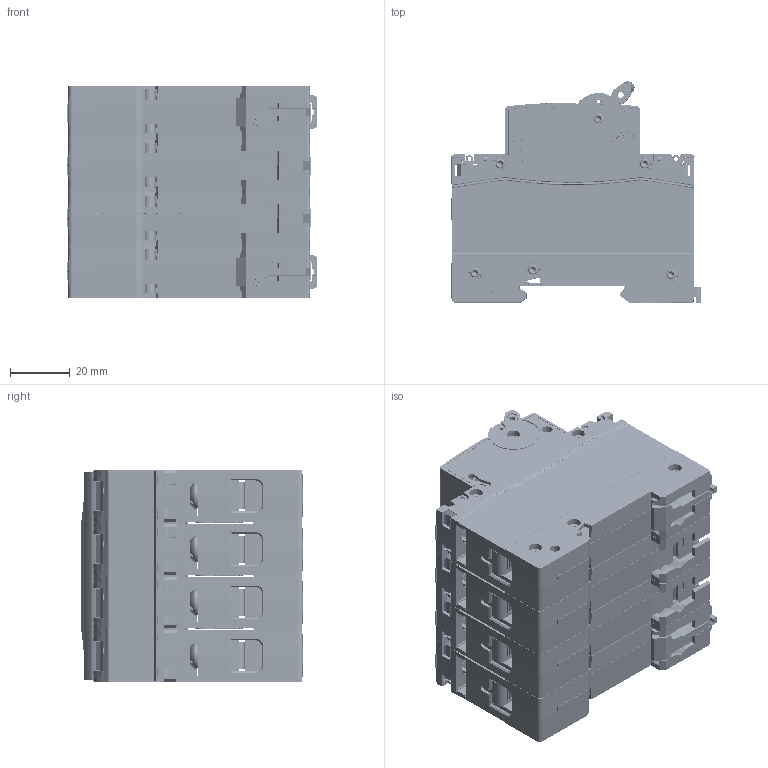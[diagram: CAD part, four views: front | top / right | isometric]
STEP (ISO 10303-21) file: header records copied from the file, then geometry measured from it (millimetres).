
FILE_DESCRIPTION (( 'STEP AP203' ), '1' );
FILE_NAME ('S1254(080-125).ÃÌ Âûêë. íàãðóçêè ÂÍ-125N 4P (80-125)À PROXIMA EKF.STEP', '2024-07-18T12:39:48', ( '' ), ( '' ), 'SwSTEP 2.0', 'SolidWorks 2021', '' );
FILE_SCHEMA (( 'CONFIG_CONTROL_DESIGN' ));
Products named in the file (1): S1254(080-125).ÃÌ Âûêë. íàãðóçêè ÂÍ-125N 4P (80-125)À PROXIMA EKF
Bounding box: 83.72 x 74.28 x 71.1 mm (x, y, z)
Volume: 109794.5 mm3; surface area: 185819.6 mm2
Topology: 77 solids, 101 shells, 12262 faces, 33495 edges, 21983 vertices
Faces by surface type: plane 7820, cone 2024, cylinder 1530, bspline 444, torus 380, sphere 64
Entity records: 411080 total; most frequent: CARTESIAN_POINT 103949, ORIENTED_EDGE 66846, DIRECTION 60281, EDGE_CURVE 33423, VERTEX_POINT 21959, LINE 21621, VECTOR 21621, AXIS2_PLACEMENT_3D 19330
